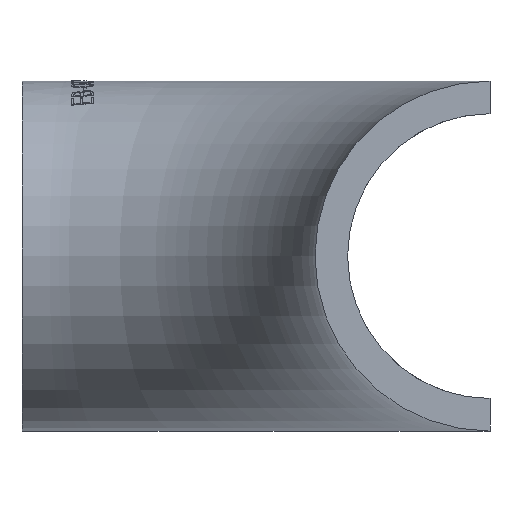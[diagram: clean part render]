
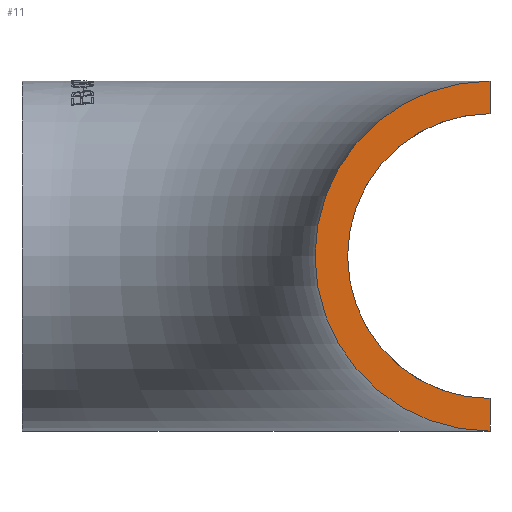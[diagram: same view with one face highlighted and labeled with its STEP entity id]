
A CAD part, left-side view. The second image highlights one B-rep face of the part: STEP entity #11.
In plain terms, the highlighted planar face has unit normal (-1, 0, 0).
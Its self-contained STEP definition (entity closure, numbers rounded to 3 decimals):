
#11 = ADVANCED_FACE ( 'NONE', ( #963 ), #167, .F. ) ;
#32 = EDGE_CURVE ( 'NONE', #2167, #4475, #3078, .T. ) ;
#167 = PLANE ( 'NONE',  #6936 ) ;
#234 = ORIENTED_EDGE ( 'NONE', *, *, #462, .F. ) ;
#367 = ORIENTED_EDGE ( 'NONE', *, *, #1862, .F. ) ;
#370 = CARTESIAN_POINT ( 'NONE',  ( 0., 0., -7. ) ) ;
#462 = EDGE_CURVE ( 'NONE', #3696, #2351, #3360, .T. ) ;
#574 = CARTESIAN_POINT ( 'NONE',  ( 0., 0., -8.6 ) ) ;
#934 = ORIENTED_EDGE ( 'NONE', *, *, #4946, .T. ) ;
#963 = FACE_OUTER_BOUND ( 'NONE', #1490, .T. ) ;
#1490 = EDGE_LOOP ( 'NONE', ( #367, #234, #934, #3898 ) ) ;
#1862 = EDGE_CURVE ( 'NONE', #2351, #4475, #7774, .T. ) ;
#1873 = CARTESIAN_POINT ( 'NONE',  ( 0., 0., 0. ) ) ;
#1995 = DIRECTION ( 'NONE',  ( 0., 0., 1. ) ) ;
#2167 = VERTEX_POINT ( 'NONE', #370 ) ;
#2298 = CARTESIAN_POINT ( 'NONE',  ( 0., 0., 7. ) ) ;
#2351 = VERTEX_POINT ( 'NONE', #4960 ) ;
#2355 = DIRECTION ( 'NONE',  ( 0., 0., -1. ) ) ;
#2483 = DIRECTION ( 'NONE',  ( 0., 0., -1. ) ) ;
#2766 = DIRECTION ( 'NONE',  ( 0., 0., -1. ) ) ;
#3000 = AXIS2_PLACEMENT_3D ( 'NONE', #5274, #5188, #2766 ) ;
#3078 = CIRCLE ( 'NONE', #6385, 7. ) ;
#3312 = VECTOR ( 'NONE', #2355, 1000. ) ;
#3360 = CIRCLE ( 'NONE', #3000, 8.6 ) ;
#3696 = VERTEX_POINT ( 'NONE', #574 ) ;
#3700 = DIRECTION ( 'NONE',  ( 1., 0., 0. ) ) ;
#3898 = ORIENTED_EDGE ( 'NONE', *, *, #32, .T. ) ;
#4316 = DIRECTION ( 'NONE',  ( 0., 0., -1. ) ) ;
#4475 = VERTEX_POINT ( 'NONE', #2298 ) ;
#4479 = CARTESIAN_POINT ( 'NONE',  ( 0., 0., 0. ) ) ;
#4730 = CARTESIAN_POINT ( 'NONE',  ( 0., 0., 8.6 ) ) ;
#4946 = EDGE_CURVE ( 'NONE', #3696, #2167, #7727, .T. ) ;
#4960 = CARTESIAN_POINT ( 'NONE',  ( 0., 0., 8.6 ) ) ;
#5021 = CARTESIAN_POINT ( 'NONE',  ( 0., 0., -8.6 ) ) ;
#5106 = DIRECTION ( 'NONE',  ( 1., 0., 0. ) ) ;
#5188 = DIRECTION ( 'NONE',  ( 1., 0., 0. ) ) ;
#5274 = CARTESIAN_POINT ( 'NONE',  ( 0., 0., 0. ) ) ;
#6385 = AXIS2_PLACEMENT_3D ( 'NONE', #1873, #5106, #2483 ) ;
#6936 = AXIS2_PLACEMENT_3D ( 'NONE', #4479, #3700, #4316 ) ;
#7329 = VECTOR ( 'NONE', #1995, 1000. ) ;
#7727 = LINE ( 'NONE', #5021, #7329 ) ;
#7774 = LINE ( 'NONE', #4730, #3312 ) ;
